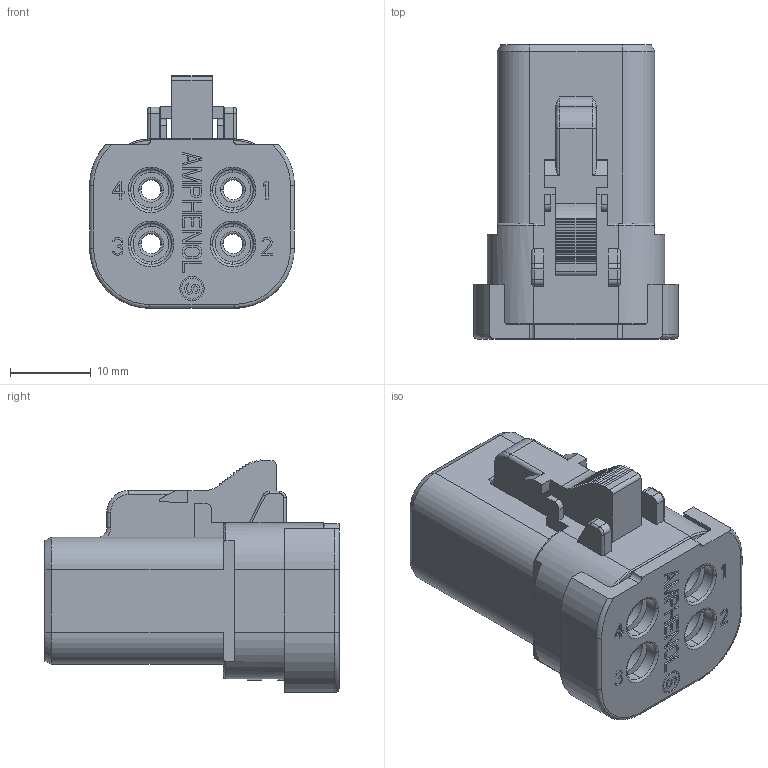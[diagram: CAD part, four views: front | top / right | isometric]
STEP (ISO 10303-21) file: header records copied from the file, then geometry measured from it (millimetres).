
FILE_DESCRIPTION (( 'STEP AP214' ), '1' );
FILE_NAME ('ATP06-4S-EC01.STEP', '2019-02-26T13:58:23', ( '' ), ( '' ), 'SwSTEP 2.0', 'SolidWorks 2018', '' );
FILE_SCHEMA (( 'AUTOMOTIVE_DESIGN' ));
Length unit declared in the file: inch
Products named in the file (1): ATP06-4S-EC01
Bounding box: 25.4 x 36.45 x 28.87 mm (x, y, z)
Volume: 12033 mm3; surface area: 6411.3 mm2
Topology: 1 solids, 8 shells, 1287 faces, 3692 edges, 2428 vertices
Faces by surface type: plane 1104, cylinder 107, bspline 68, cone 8
Entity records: 43576 total; most frequent: CARTESIAN_POINT 10331, ORIENTED_EDGE 7304, DIRECTION 6219, EDGE_CURVE 3652, LINE 3219, VECTOR 3219, VERTEX_POINT 2428, AXIS2_PLACEMENT_3D 1500
